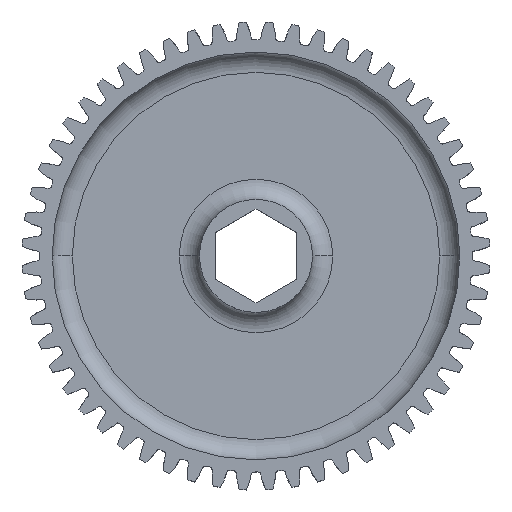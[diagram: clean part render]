
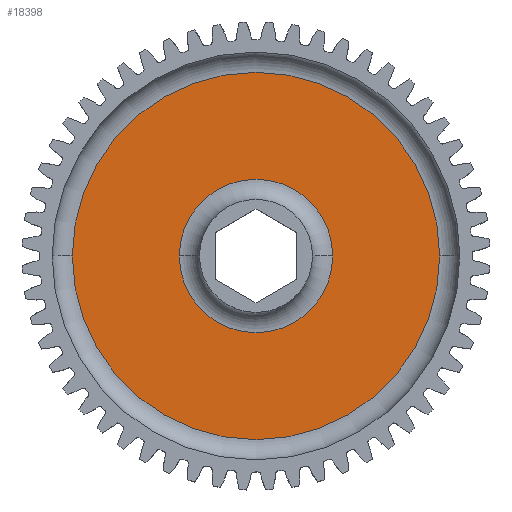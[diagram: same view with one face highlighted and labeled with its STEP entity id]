
A CAD part, top view. The second image highlights one B-rep face of the part: STEP entity #18398.
In plain terms, the highlighted planar face has unit normal (0, 0, 1).
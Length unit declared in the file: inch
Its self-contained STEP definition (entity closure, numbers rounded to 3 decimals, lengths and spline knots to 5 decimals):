
#176 = PLANE ( 'NONE',  #16472 ) ;
#1409 = AXIS2_PLACEMENT_3D ( 'NONE', #2897, #8448, #8640 ) ;
#1441 = CARTESIAN_POINT ( 'NONE',  ( 0., 0., 0.045 ) ) ;
#1618 = DIRECTION ( 'NONE',  ( 0., 0., 1. ) ) ;
#1627 = AXIS2_PLACEMENT_3D ( 'NONE', #9839, #11218, #11402 ) ;
#1653 = ORIENTED_EDGE ( 'NONE', *, *, #5807, .T. ) ;
#1842 = VERTEX_POINT ( 'NONE', #17510 ) ;
#2173 = FACE_BOUND ( 'NONE', #13296, .T. ) ;
#2830 = DIRECTION ( 'NONE',  ( 1., 0., 0. ) ) ;
#2897 = CARTESIAN_POINT ( 'NONE',  ( 0., 0., 0.045 ) ) ;
#3150 = CIRCLE ( 'NONE', #12698, 0.475 ) ;
#5086 = EDGE_CURVE ( 'NONE', #1842, #8488, #7463, .T. ) ;
#5807 = EDGE_CURVE ( 'NONE', #8488, #1842, #3150, .T. ) ;
#6343 = CIRCLE ( 'NONE', #1409, 1.1375 ) ;
#6386 = VERTEX_POINT ( 'NONE', #9679 ) ;
#7463 = CIRCLE ( 'NONE', #7508, 0.475 ) ;
#7508 = AXIS2_PLACEMENT_3D ( 'NONE', #11648, #13272, #17402 ) ;
#8170 = EDGE_LOOP ( 'NONE', ( #14906, #13321 ) ) ;
#8448 = DIRECTION ( 'NONE',  ( 0., 0., 1. ) ) ;
#8488 = VERTEX_POINT ( 'NONE', #14051 ) ;
#8640 = DIRECTION ( 'NONE',  ( 1., 0., 0. ) ) ;
#9679 = CARTESIAN_POINT ( 'NONE',  ( 1.1375, 0., 0.045 ) ) ;
#9839 = CARTESIAN_POINT ( 'NONE',  ( 0., 0., 0.045 ) ) ;
#10192 = EDGE_CURVE ( 'NONE', #6386, #14731, #6343, .T. ) ;
#10838 = DIRECTION ( 'NONE',  ( 0., 0., -1. ) ) ;
#11218 = DIRECTION ( 'NONE',  ( 0., 0., 1. ) ) ;
#11356 = CARTESIAN_POINT ( 'NONE',  ( -1.1375, 0., 0.045 ) ) ;
#11402 = DIRECTION ( 'NONE',  ( 1., 0., 0. ) ) ;
#11648 = CARTESIAN_POINT ( 'NONE',  ( 0., 0., 0.045 ) ) ;
#12698 = AXIS2_PLACEMENT_3D ( 'NONE', #17901, #10838, #13788 ) ;
#13272 = DIRECTION ( 'NONE',  ( 0., 0., -1. ) ) ;
#13296 = EDGE_LOOP ( 'NONE', ( #1653, #18220 ) ) ;
#13321 = ORIENTED_EDGE ( 'NONE', *, *, #15996, .T. ) ;
#13788 = DIRECTION ( 'NONE',  ( 1., 0., 0. ) ) ;
#14051 = CARTESIAN_POINT ( 'NONE',  ( 0.475, 0., 0.045 ) ) ;
#14731 = VERTEX_POINT ( 'NONE', #11356 ) ;
#14906 = ORIENTED_EDGE ( 'NONE', *, *, #10192, .T. ) ;
#15275 = FACE_OUTER_BOUND ( 'NONE', #8170, .T. ) ;
#15996 = EDGE_CURVE ( 'NONE', #14731, #6386, #16177, .T. ) ;
#16177 = CIRCLE ( 'NONE', #1627, 1.1375 ) ;
#16472 = AXIS2_PLACEMENT_3D ( 'NONE', #1441, #1618, #2830 ) ;
#17402 = DIRECTION ( 'NONE',  ( 1., 0., 0. ) ) ;
#17510 = CARTESIAN_POINT ( 'NONE',  ( -0.475, 0., 0.045 ) ) ;
#17901 = CARTESIAN_POINT ( 'NONE',  ( 0., 0., 0.045 ) ) ;
#18220 = ORIENTED_EDGE ( 'NONE', *, *, #5086, .T. ) ;
#18398 = ADVANCED_FACE ( 'NONE', ( #15275, #2173 ), #176, .T. ) ;
